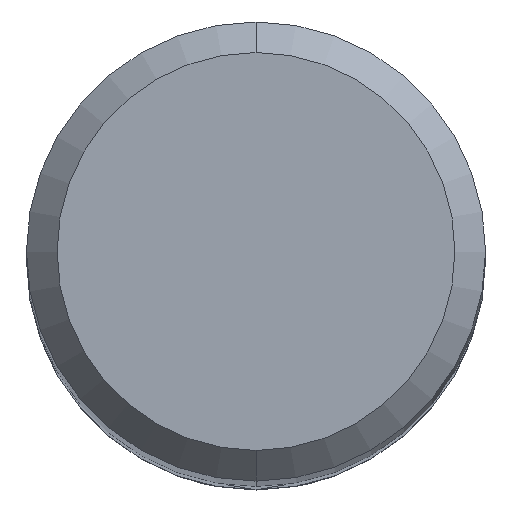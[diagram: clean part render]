
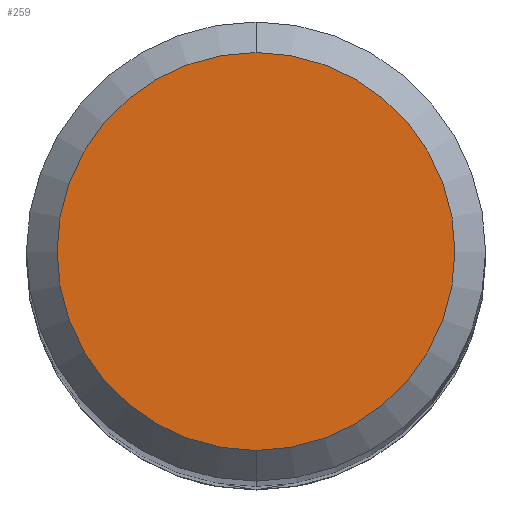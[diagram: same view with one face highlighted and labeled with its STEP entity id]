
A CAD part, top view. The second image highlights one B-rep face of the part: STEP entity #259.
In plain terms, the highlighted planar face has unit normal (0, 0, 1).
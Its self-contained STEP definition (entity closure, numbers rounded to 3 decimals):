
#259=ADVANCED_FACE('',(#588),#589,.T.);
#405=EDGE_CURVE('',#439,#429,#752,.T.);
#429=VERTEX_POINT('',#779);
#439=VERTEX_POINT('',#790);
#455=EDGE_CURVE('',#429,#439,#806,.T.);
#588=FACE_OUTER_BOUND('',#1025,.T.);
#589=PLANE('',#1026);
#752=CIRCLE('',#1361,2.6);
#779=CARTESIAN_POINT('',(0.,-2.6,0.0));
#790=CARTESIAN_POINT('',(0.0,2.6,0.0));
#806=CIRCLE('',#1458,2.6);
#1025=EDGE_LOOP('',(#1587,#1588));
#1026=AXIS2_PLACEMENT_3D('',#1589,#1590,#1591);
#1361=AXIS2_PLACEMENT_3D('',#1790,#1791,#1792);
#1458=AXIS2_PLACEMENT_3D('',#1843,#1844,#1845);
#1587=ORIENTED_EDGE('',*,*,#405,.F.);
#1588=ORIENTED_EDGE('',*,*,#455,.F.);
#1589=CARTESIAN_POINT('',(0.0,1.3,0.0));
#1590=DIRECTION('',(-0.0,0.0,1.0));
#1591=DIRECTION('',(0.0,-1.0,0.0));
#1790=CARTESIAN_POINT('',(0.0,0.0,0.0));
#1791=DIRECTION('',(0.0,0.0,-1.0));
#1792=DIRECTION('',(0.0,1.0,0.0));
#1843=CARTESIAN_POINT('',(0.0,0.0,0.0));
#1844=DIRECTION('',(0.0,0.0,-1.0));
#1845=DIRECTION('',(0.0,1.0,0.0));
